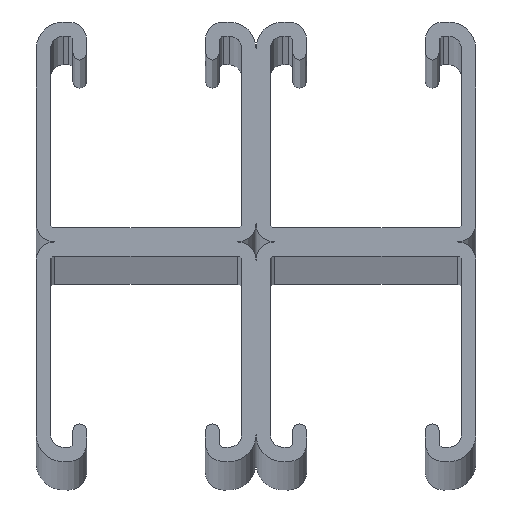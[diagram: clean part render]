
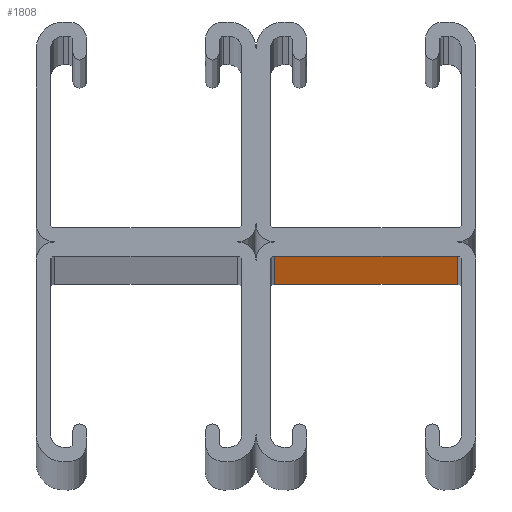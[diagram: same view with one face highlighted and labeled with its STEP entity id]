
A CAD part, top view. The second image highlights one B-rep face of the part: STEP entity #1808.
In plain terms, the highlighted planar face has unit normal (0, -1, 0).
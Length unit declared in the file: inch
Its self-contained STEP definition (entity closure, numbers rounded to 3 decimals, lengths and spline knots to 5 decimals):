
#940=EDGE_CURVE('',#1366,#1286,#2452,.T.);
#1162=EDGE_CURVE('',#1366,#2092,#2686,.T.);
#1286=VERTEX_POINT('',#2821);
#1366=VERTEX_POINT('',#2913);
#1808=ADVANCED_FACE('',(#3388),#3389,.T.);
#1976=EDGE_CURVE('',#2092,#2062,#3568,.T.);
#2030=EDGE_CURVE('',#1286,#2062,#3624,.T.);
#2062=VERTEX_POINT('',#3659);
#2092=VERTEX_POINT('',#3691);
#2452=LINE('',#4250,#4251);
#2686=LINE('',#4595,#4596);
#2821=CARTESIAN_POINT('',(1.76125,1.52,0.0));
#2913=CARTESIAN_POINT('',(3.11375,1.52,0.0));
#3388=FACE_OUTER_BOUND('',#5581,.T.);
#3389=PLANE('',#5582);
#3568=LINE('',#5839,#5840);
#3624=LINE('',#5927,#5928);
#3659=CARTESIAN_POINT('',(1.76125,1.52,120.0));
#3691=CARTESIAN_POINT('',(3.11375,1.52,120.0));
#4250=CARTESIAN_POINT('',(3.11375,1.52,0.0));
#4251=VECTOR('',#6557,1.0);
#4595=CARTESIAN_POINT('',(3.11375,1.52,0.0));
#4596=VECTOR('',#6766,1.0);
#5581=EDGE_LOOP('',(#7734,#7735,#7736,#7737));
#5582=AXIS2_PLACEMENT_3D('',#7738,#7739,#7740);
#5839=CARTESIAN_POINT('',(3.11375,1.52,120.0));
#5840=VECTOR('',#7919,1.0);
#5927=CARTESIAN_POINT('',(1.76125,1.52,0.0));
#5928=VECTOR('',#7966,1.0);
#6557=DIRECTION('',(-1.0,0.0,0.0));
#6766=DIRECTION('',(0.0,0.0,1.0));
#7734=ORIENTED_EDGE('',*,*,#1976,.T.);
#7735=ORIENTED_EDGE('',*,*,#2030,.F.);
#7736=ORIENTED_EDGE('',*,*,#940,.F.);
#7737=ORIENTED_EDGE('',*,*,#1162,.T.);
#7738=CARTESIAN_POINT('',(2.4375,1.52,0.0));
#7739=DIRECTION('',(0.0,-1.0,0.0));
#7740=DIRECTION('',(1.0,0.0,-0.0));
#7919=DIRECTION('',(-1.0,0.0,0.0));
#7966=DIRECTION('',(0.0,0.0,1.0));
